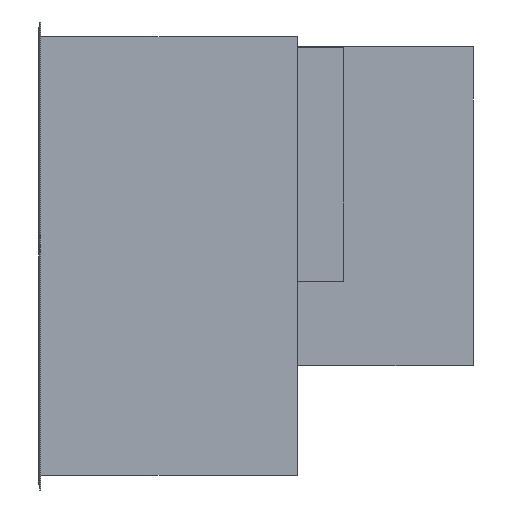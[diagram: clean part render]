
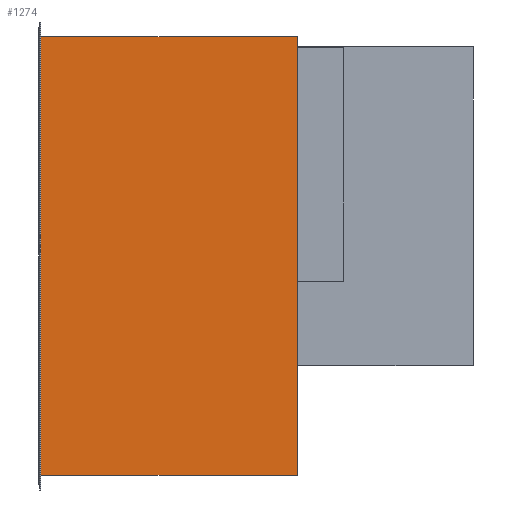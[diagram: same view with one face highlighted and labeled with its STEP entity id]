
A CAD part, left-side view. The second image highlights one B-rep face of the part: STEP entity #1274.
In plain terms, the highlighted planar face has unit normal (-1, 0, 0).
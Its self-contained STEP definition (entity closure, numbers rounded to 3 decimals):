
#62=FACE_OUTER_BOUND('',#150,.T.);
#150=EDGE_LOOP('',(#903,#904,#905,#906));
#251=LINE('',#1883,#417);
#257=LINE('',#1897,#423);
#258=LINE('',#1898,#424);
#259=LINE('',#1899,#425);
#417=VECTOR('',#1526,10.);
#423=VECTOR('',#1540,10.);
#424=VECTOR('',#1541,10.);
#425=VECTOR('',#1542,10.);
#573=VERTEX_POINT('',#1881);
#574=VERTEX_POINT('',#1882);
#577=VERTEX_POINT('',#1895);
#578=VERTEX_POINT('',#1896);
#695=EDGE_CURVE('',#573,#574,#251,.T.);
#701=EDGE_CURVE('',#577,#578,#257,.T.);
#702=EDGE_CURVE('',#578,#574,#258,.T.);
#703=EDGE_CURVE('',#577,#573,#259,.T.);
#903=ORIENTED_EDGE('',*,*,#701,.T.);
#904=ORIENTED_EDGE('',*,*,#702,.T.);
#905=ORIENTED_EDGE('',*,*,#695,.F.);
#906=ORIENTED_EDGE('',*,*,#703,.F.);
#1190=PLANE('',#1395);
#1274=ADVANCED_FACE('',(#62),#1190,.T.);
#1395=AXIS2_PLACEMENT_3D('',#1894,#1538,#1539);
#1526=DIRECTION('',(0.,0.,1.));
#1538=DIRECTION('center_axis',(-1.,0.,0.));
#1539=DIRECTION('ref_axis',(0.,0.,1.));
#1540=DIRECTION('',(0.,0.,1.));
#1541=DIRECTION('',(0.,1.,0.));
#1542=DIRECTION('',(0.,1.,0.));
#1881=CARTESIAN_POINT('',(-525.,387.,-330.));
#1882=CARTESIAN_POINT('',(-525.,387.,330.));
#1883=CARTESIAN_POINT('',(-525.,387.,-330.));
#1894=CARTESIAN_POINT('Origin',(-525.,0.,-330.));
#1895=CARTESIAN_POINT('',(-525.,0.,-330.));
#1896=CARTESIAN_POINT('',(-525.,0.,330.));
#1897=CARTESIAN_POINT('',(-525.,0.,-330.));
#1898=CARTESIAN_POINT('',(-525.,0.,330.));
#1899=CARTESIAN_POINT('',(-525.,0.,-330.));
